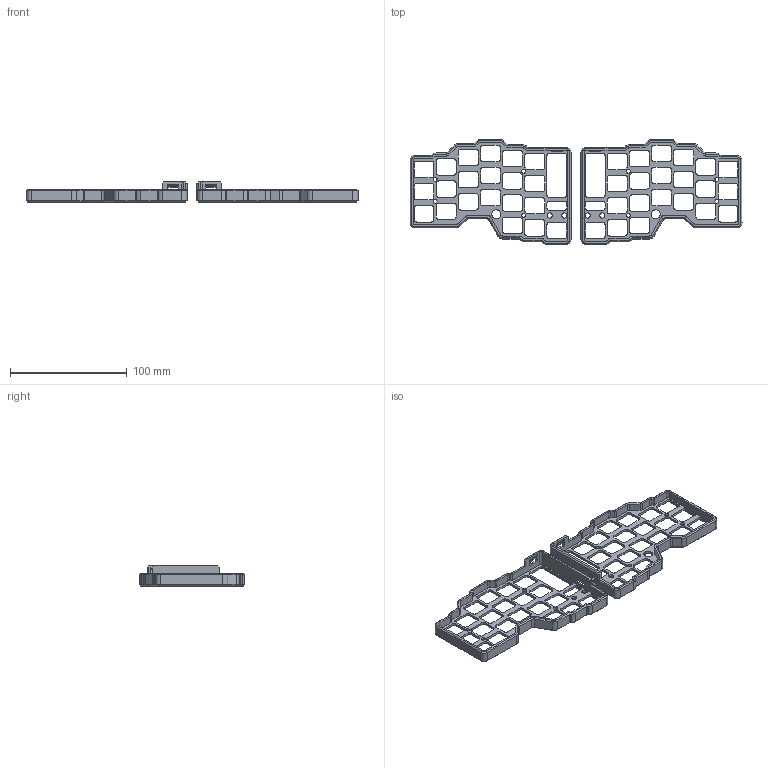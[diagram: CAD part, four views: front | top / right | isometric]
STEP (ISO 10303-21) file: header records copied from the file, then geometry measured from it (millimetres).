
FILE_DESCRIPTION(/* description */ (''),/* implementation_level */ '2;1');
FILE_NAME(/* name */ 'mriya-bumper-fdm-v1.16.step',/* time_stamp */ '2025-11-23T16:01:04+03:00',/* author */ (''),/* organization */ (''),/* preprocessor_version */ 'ST-DEVELOPER v20.1',/* originating_system */ 'Autodesk Translation Framework v14.17.0.0',/* authorisation */ '');
FILE_SCHEMA (('AUTOMOTIVE_DESIGN { 1 0 10303 214 3 1 1 }'));
Length unit declared in the file: millimetre
Products named in the file (1): mriya-bumper-fdm-new
Bounding box: 284.84 x 89.94 x 17.3 mm (x, y, z)
Volume: 37955.4 mm3; surface area: 40977.7 mm2
Topology: 2 solids, 2 shells, 980 faces, 2702 edges, 1736 vertices
Faces by surface type: plane 498, cylinder 374, cone 108
Full cylindrical faces by diameter (mm): 3.5 x8, 4.4 x4, 7.8 x2
Entity records: 31421 total; most frequent: DIRECTION 5532, CARTESIAN_POINT 5419, ORIENTED_EDGE 5404, EDGE_CURVE 2702, AXIS2_PLACEMENT_3D 1849, LINE 1834, VECTOR 1834, VERTEX_POINT 1736
